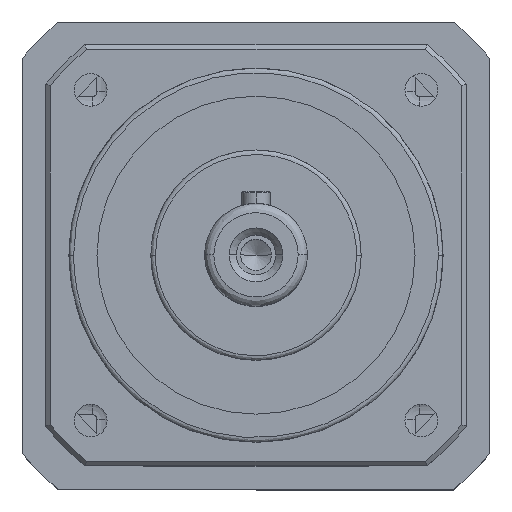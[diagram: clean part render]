
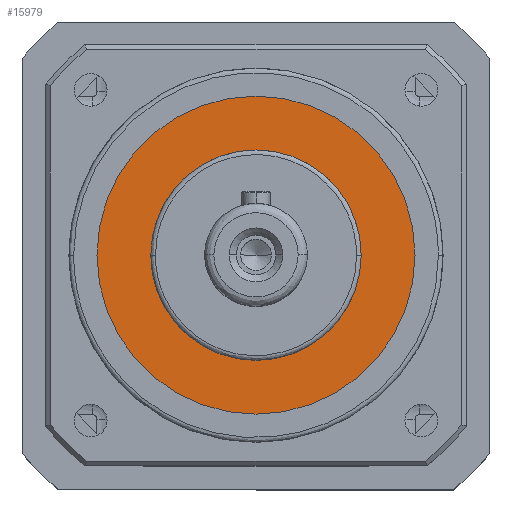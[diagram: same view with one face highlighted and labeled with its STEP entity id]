
A CAD part, top view. The second image highlights one B-rep face of the part: STEP entity #15979.
In plain terms, the highlighted planar face has unit normal (0, 0, 1).
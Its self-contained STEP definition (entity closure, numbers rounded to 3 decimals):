
#377 = CARTESIAN_POINT ( 'NONE',  ( -34., 0., 109.49 ) ) ;
#429 = CIRCLE ( 'NONE', #5439, 22.5 ) ;
#619 = ORIENTED_EDGE ( 'NONE', *, *, #5972, .T. ) ;
#1596 = AXIS2_PLACEMENT_3D ( 'NONE', #7449, #17228, #8897 ) ;
#2892 = DIRECTION ( 'NONE',  ( 0., 0., 1. ) ) ;
#5439 = AXIS2_PLACEMENT_3D ( 'NONE', #8793, #8781, #8775 ) ;
#5929 = VERTEX_POINT ( 'NONE', #16914 ) ;
#5972 = EDGE_CURVE ( 'NONE', #7893, #16978, #18080, .T. ) ;
#5973 = FACE_OUTER_BOUND ( 'NONE', #12765, .T. ) ;
#6111 = CARTESIAN_POINT ( 'NONE',  ( -22.5, 0., 109.49 ) ) ;
#6637 = CARTESIAN_POINT ( 'NONE',  ( 0., 0., 109.49 ) ) ;
#7190 = EDGE_CURVE ( 'NONE', #10756, #5929, #429, .T. ) ;
#7449 = CARTESIAN_POINT ( 'NONE',  ( 0., 0., 109.49 ) ) ;
#7704 = CIRCLE ( 'NONE', #1596, 34. ) ;
#7893 = VERTEX_POINT ( 'NONE', #377 ) ;
#8110 = DIRECTION ( 'NONE',  ( -1., 0., 0. ) ) ;
#8577 = EDGE_CURVE ( 'NONE', #5929, #10756, #9552, .T. ) ;
#8775 = DIRECTION ( 'NONE',  ( -1., 0., 0. ) ) ;
#8781 = DIRECTION ( 'NONE',  ( 0., 0., -1. ) ) ;
#8793 = CARTESIAN_POINT ( 'NONE',  ( 0., 0., 109.49 ) ) ;
#8897 = DIRECTION ( 'NONE',  ( -1., 0., 0. ) ) ;
#9399 = FACE_BOUND ( 'NONE', #13903, .T. ) ;
#9552 = CIRCLE ( 'NONE', #16467, 22.5 ) ;
#10756 = VERTEX_POINT ( 'NONE', #6111 ) ;
#11364 = CARTESIAN_POINT ( 'NONE',  ( 0., 0., 109.49 ) ) ;
#12762 = AXIS2_PLACEMENT_3D ( 'NONE', #16747, #16688, #16698 ) ;
#12765 = EDGE_LOOP ( 'NONE', ( #619, #16981 ) ) ;
#12896 = DIRECTION ( 'NONE',  ( 1., 0., 0. ) ) ;
#13622 = AXIS2_PLACEMENT_3D ( 'NONE', #11364, #2892, #12896 ) ;
#13903 = EDGE_LOOP ( 'NONE', ( #16566, #15893 ) ) ;
#15015 = EDGE_CURVE ( 'NONE', #16978, #7893, #7704, .T. ) ;
#15893 = ORIENTED_EDGE ( 'NONE', *, *, #8577, .T. ) ;
#15979 = ADVANCED_FACE ( 'NONE', ( #5973, #9399 ), #16822, .T. ) ;
#15997 = CARTESIAN_POINT ( 'NONE',  ( 34., 0., 109.49 ) ) ;
#16467 = AXIS2_PLACEMENT_3D ( 'NONE', #6637, #16473, #8110 ) ;
#16473 = DIRECTION ( 'NONE',  ( 0., 0., -1. ) ) ;
#16566 = ORIENTED_EDGE ( 'NONE', *, *, #7190, .T. ) ;
#16688 = DIRECTION ( 'NONE',  ( 0., 0., 1. ) ) ;
#16698 = DIRECTION ( 'NONE',  ( -1., 0., 0. ) ) ;
#16747 = CARTESIAN_POINT ( 'NONE',  ( 0., 0., 109.49 ) ) ;
#16822 = PLANE ( 'NONE',  #13622 ) ;
#16914 = CARTESIAN_POINT ( 'NONE',  ( 22.5, 0., 109.49 ) ) ;
#16978 = VERTEX_POINT ( 'NONE', #15997 ) ;
#16981 = ORIENTED_EDGE ( 'NONE', *, *, #15015, .T. ) ;
#17228 = DIRECTION ( 'NONE',  ( 0., 0., 1. ) ) ;
#18080 = CIRCLE ( 'NONE', #12762, 34. ) ;
